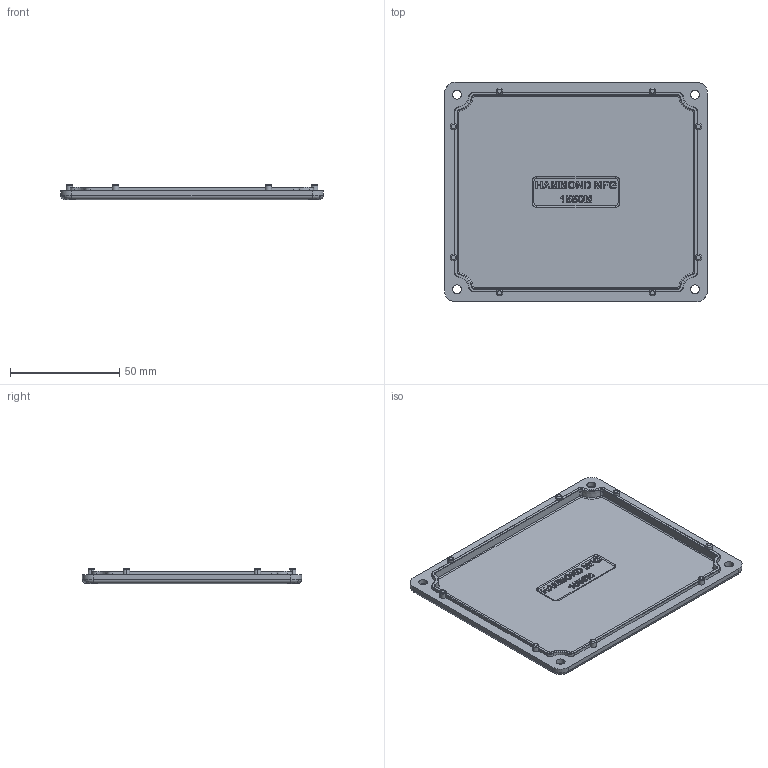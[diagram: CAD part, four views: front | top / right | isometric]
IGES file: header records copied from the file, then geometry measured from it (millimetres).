
Global section: file name: No Iges File Name specified; native system: Autodesk Inventor 2010; preprocessor: AutoDesk Inventor Iges Exporter R2010; author: tcook; date: 20090916.095049; units: millimetre
Bounding box: 120.4 x 100.4 x 7 mm (x, y, z)
Volume: 25069.3 mm3; surface area: 27709.8 mm2
Topology: 1 solids, 1 shells, 469 faces, 1251 edges, 802 vertices
Faces by surface type: bspline 192, plane 141, torus 44, revolution 40, cone 28, cylinder 24
